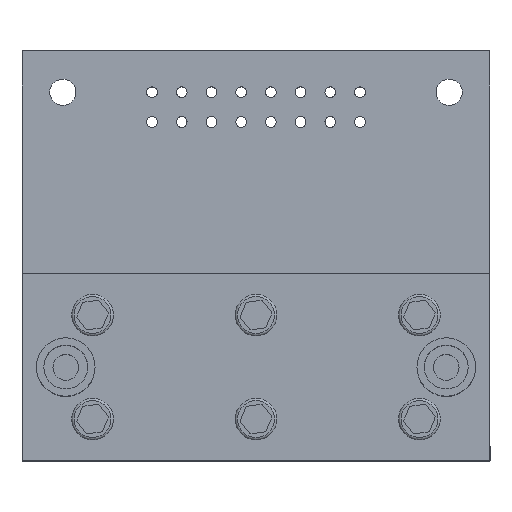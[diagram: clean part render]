
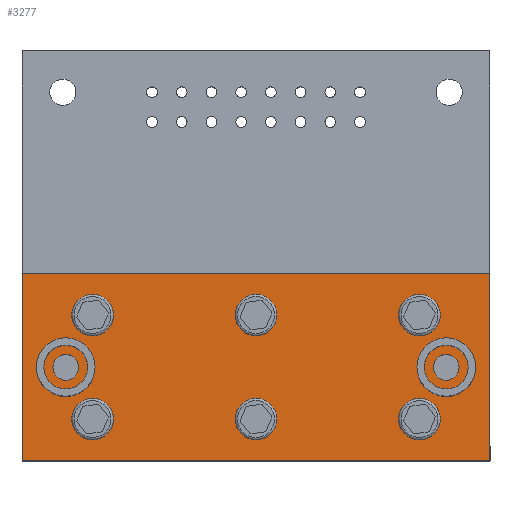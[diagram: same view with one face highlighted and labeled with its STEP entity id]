
A CAD part, top view. The second image highlights one B-rep face of the part: STEP entity #3277.
In plain terms, the highlighted planar face has unit normal (0, 0, 1).
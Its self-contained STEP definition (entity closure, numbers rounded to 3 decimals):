
#350=FACE_BOUND('',#790,.T.);
#351=FACE_BOUND('',#791,.T.);
#352=FACE_BOUND('',#792,.T.);
#353=FACE_BOUND('',#793,.T.);
#354=FACE_BOUND('',#794,.T.);
#355=FACE_BOUND('',#795,.T.);
#356=FACE_BOUND('',#796,.T.);
#357=FACE_BOUND('',#797,.T.);
#400=PLANE('',#3692);
#514=FACE_OUTER_BOUND('',#789,.T.);
#789=EDGE_LOOP('',(#2678,#2679,#2680,#2681));
#790=EDGE_LOOP('',(#2682));
#791=EDGE_LOOP('',(#2683));
#792=EDGE_LOOP('',(#2684));
#793=EDGE_LOOP('',(#2685));
#794=EDGE_LOOP('',(#2686));
#795=EDGE_LOOP('',(#2687));
#796=EDGE_LOOP('',(#2688));
#797=EDGE_LOOP('',(#2689));
#1006=LINE('',#5267,#1193);
#1009=LINE('',#5273,#1196);
#1012=LINE('',#5279,#1199);
#1015=LINE('',#5283,#1202);
#1193=VECTOR('',#4413,10.);
#1196=VECTOR('',#4418,10.);
#1199=VECTOR('',#4423,10.);
#1202=VECTOR('',#4428,10.);
#1382=CIRCLE('',#3665,1.15);
#1384=CIRCLE('',#3668,1.15);
#1386=CIRCLE('',#3671,1.15);
#1388=CIRCLE('',#3674,1.15);
#1390=CIRCLE('',#3677,1.15);
#1392=CIRCLE('',#3680,1.15);
#1395=CIRCLE('',#3684,1.1);
#1397=CIRCLE('',#3687,1.1);
#1581=VERTEX_POINT('',#5213);
#1583=VERTEX_POINT('',#5219);
#1585=VERTEX_POINT('',#5225);
#1587=VERTEX_POINT('',#5231);
#1589=VERTEX_POINT('',#5237);
#1591=VERTEX_POINT('',#5243);
#1594=VERTEX_POINT('',#5251);
#1596=VERTEX_POINT('',#5257);
#1599=VERTEX_POINT('',#5264);
#1600=VERTEX_POINT('',#5266);
#1602=VERTEX_POINT('',#5272);
#1604=VERTEX_POINT('',#5278);
#1955=EDGE_CURVE('',#1581,#1581,#1382,.T.);
#1958=EDGE_CURVE('',#1583,#1583,#1384,.T.);
#1961=EDGE_CURVE('',#1585,#1585,#1386,.T.);
#1964=EDGE_CURVE('',#1587,#1587,#1388,.T.);
#1967=EDGE_CURVE('',#1589,#1589,#1390,.T.);
#1970=EDGE_CURVE('',#1591,#1591,#1392,.T.);
#1975=EDGE_CURVE('',#1594,#1594,#1395,.T.);
#1978=EDGE_CURVE('',#1596,#1596,#1397,.T.);
#1981=EDGE_CURVE('',#1600,#1599,#1006,.T.);
#1984=EDGE_CURVE('',#1602,#1600,#1009,.T.);
#1987=EDGE_CURVE('',#1604,#1602,#1012,.T.);
#1990=EDGE_CURVE('',#1599,#1604,#1015,.T.);
#2678=ORIENTED_EDGE('',*,*,#1990,.T.);
#2679=ORIENTED_EDGE('',*,*,#1987,.T.);
#2680=ORIENTED_EDGE('',*,*,#1984,.T.);
#2681=ORIENTED_EDGE('',*,*,#1981,.T.);
#2682=ORIENTED_EDGE('',*,*,#1955,.T.);
#2683=ORIENTED_EDGE('',*,*,#1958,.T.);
#2684=ORIENTED_EDGE('',*,*,#1961,.T.);
#2685=ORIENTED_EDGE('',*,*,#1964,.T.);
#2686=ORIENTED_EDGE('',*,*,#1967,.T.);
#2687=ORIENTED_EDGE('',*,*,#1970,.T.);
#2688=ORIENTED_EDGE('',*,*,#1975,.T.);
#2689=ORIENTED_EDGE('',*,*,#1978,.T.);
#3277=ADVANCED_FACE('',(#514,#350,#351,#352,#353,#354,#355,#356,#357),#400,
 .T.);
#3665=AXIS2_PLACEMENT_3D('',#5214,#4355,#4356);
#3668=AXIS2_PLACEMENT_3D('',#5220,#4362,#4363);
#3671=AXIS2_PLACEMENT_3D('',#5226,#4369,#4370);
#3674=AXIS2_PLACEMENT_3D('',#5232,#4376,#4377);
#3677=AXIS2_PLACEMENT_3D('',#5238,#4383,#4384);
#3680=AXIS2_PLACEMENT_3D('',#5244,#4390,#4391);
#3684=AXIS2_PLACEMENT_3D('',#5253,#4400,#4401);
#3687=AXIS2_PLACEMENT_3D('',#5259,#4407,#4408);
#3692=AXIS2_PLACEMENT_3D('',#5284,#4429,#4430);
#4355=DIRECTION('center_axis',(0.,0.,-1.));
#4356=DIRECTION('ref_axis',(1.,0.,0.));
#4362=DIRECTION('center_axis',(0.,0.,-1.));
#4363=DIRECTION('ref_axis',(1.,0.,0.));
#4369=DIRECTION('center_axis',(0.,0.,-1.));
#4370=DIRECTION('ref_axis',(1.,0.,0.));
#4376=DIRECTION('center_axis',(0.,0.,-1.));
#4377=DIRECTION('ref_axis',(1.,0.,0.));
#4383=DIRECTION('center_axis',(0.,0.,-1.));
#4384=DIRECTION('ref_axis',(1.,0.,0.));
#4390=DIRECTION('center_axis',(0.,0.,-1.));
#4391=DIRECTION('ref_axis',(1.,0.,0.));
#4400=DIRECTION('center_axis',(0.,0.,-1.));
#4401=DIRECTION('ref_axis',(1.,0.,0.));
#4407=DIRECTION('center_axis',(0.,0.,-1.));
#4408=DIRECTION('ref_axis',(1.,0.,0.));
#4413=DIRECTION('',(-1.,0.,0.));
#4418=DIRECTION('',(0.,1.,0.));
#4423=DIRECTION('',(1.,0.,0.));
#4428=DIRECTION('',(0.,-1.,0.));
#4429=DIRECTION('center_axis',(0.,0.,1.));
#4430=DIRECTION('ref_axis',(1.,0.,0.));
#5213=CARTESIAN_POINT('',(-1.15,4.47,1.57));
#5214=CARTESIAN_POINT('Origin',(0.,4.47,1.57));
#5219=CARTESIAN_POINT('',(-15.12,4.47,1.57));
#5220=CARTESIAN_POINT('Origin',(-13.97,4.47,1.57));
#5225=CARTESIAN_POINT('',(12.82,4.47,1.57));
#5226=CARTESIAN_POINT('Origin',(13.97,4.47,1.57));
#5231=CARTESIAN_POINT('',(-15.12,-4.42,1.57));
#5232=CARTESIAN_POINT('Origin',(-13.97,-4.42,1.57));
#5237=CARTESIAN_POINT('',(-1.15,-4.42,1.57));
#5238=CARTESIAN_POINT('Origin',(0.,-4.42,1.57));
#5243=CARTESIAN_POINT('',(12.82,-4.42,1.57));
#5244=CARTESIAN_POINT('Origin',(13.97,-4.42,1.57));
#5251=CARTESIAN_POINT('',(-17.356,0.,1.57));
#5253=CARTESIAN_POINT('Origin',(-16.256,0.,1.57));
#5257=CARTESIAN_POINT('',(15.156,0.,1.57));
#5259=CARTESIAN_POINT('Origin',(16.256,0.,1.57));
#5264=CARTESIAN_POINT('',(-20.,8.,1.57));
#5266=CARTESIAN_POINT('',(20.,8.,1.57));
#5267=CARTESIAN_POINT('',(20.,8.,1.57));
#5272=CARTESIAN_POINT('',(20.,-8.,1.57));
#5273=CARTESIAN_POINT('',(20.,-8.,1.57));
#5278=CARTESIAN_POINT('',(-20.,-8.,1.57));
#5279=CARTESIAN_POINT('',(-20.,-8.,1.57));
#5283=CARTESIAN_POINT('',(-20.,8.,1.57));
#5284=CARTESIAN_POINT('Origin',(0.,0.,1.57));
